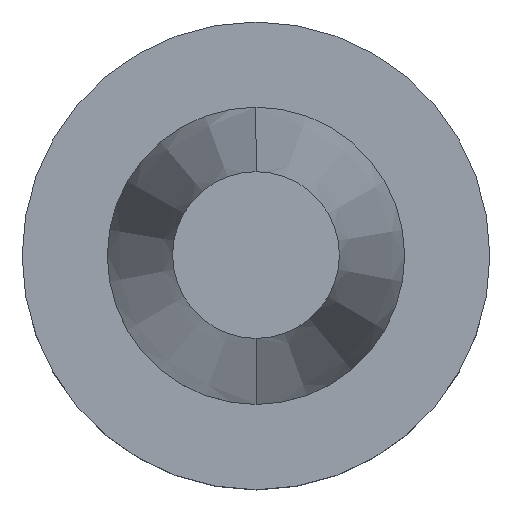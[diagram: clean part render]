
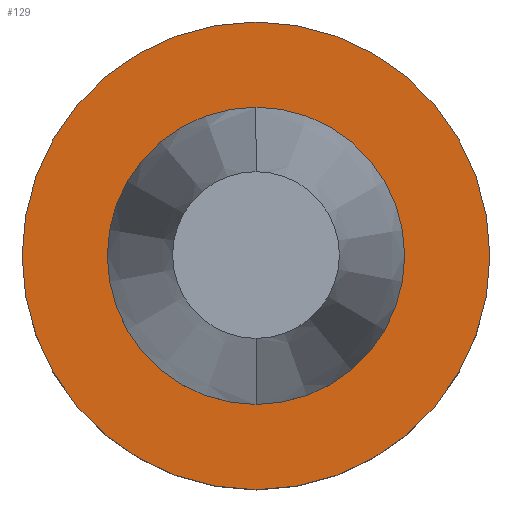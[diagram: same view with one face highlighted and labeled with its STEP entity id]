
A CAD part, top view. The second image highlights one B-rep face of the part: STEP entity #129.
In plain terms, the highlighted planar face has unit normal (0, 0, 1).
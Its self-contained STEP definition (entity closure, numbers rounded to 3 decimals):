
#129=ADVANCED_FACE('',(#165,#166),#159,.F.);
#159=PLANE('',#495);
#165=FACE_BOUND('',#175,.T.);
#166=FACE_BOUND('',#176,.T.);
#175=EDGE_LOOP('',(#210));
#176=EDGE_LOOP('',(#211,#212));
#210=ORIENTED_EDGE('',*,*,#367,.T.);
#211=ORIENTED_EDGE('',*,*,#368,.T.);
#212=ORIENTED_EDGE('',*,*,#369,.T.);
#330=VERTEX_POINT('',#735);
#331=VERTEX_POINT('',#737);
#332=VERTEX_POINT('',#738);
#367=EDGE_CURVE('',#330,#330,#427,.T.);
#368=EDGE_CURVE('',#331,#332,#428,.T.);
#369=EDGE_CURVE('',#332,#331,#429,.T.);
#427=CIRCLE('',#492,24.975);
#428=CIRCLE('',#493,15.875);
#429=CIRCLE('',#494,15.875);
#492=AXIS2_PLACEMENT_3D('',#734,#570,#571);
#493=AXIS2_PLACEMENT_3D('',#736,#572,#573);
#494=AXIS2_PLACEMENT_3D('',#739,#574,#575);
#495=AXIS2_PLACEMENT_3D('',#740,#576,#577);
#570=DIRECTION('',(0.,0.,1.));
#571=DIRECTION('',(-1.,0.,0.));
#572=DIRECTION('',(0.,0.,-1.));
#573=DIRECTION('',(-1.,0.,0.));
#574=DIRECTION('',(0.,0.,-1.));
#575=DIRECTION('',(-1.,0.,0.));
#576=DIRECTION('',(0.,0.,-1.));
#577=DIRECTION('',(0.,1.,0.));
#734=CARTESIAN_POINT('',(-0.024,-0.024,-3.2));
#735=CARTESIAN_POINT('',(-0.024,-24.999,-3.2));
#736=CARTESIAN_POINT('',(-0.024,-0.024,-3.2));
#737=CARTESIAN_POINT('',(-0.024,15.851,-3.2));
#738=CARTESIAN_POINT('',(-0.024,-15.899,-3.2));
#739=CARTESIAN_POINT('',(-0.024,-0.024,-3.2));
#740=CARTESIAN_POINT('',(-24.999,-0.024,-3.2));
